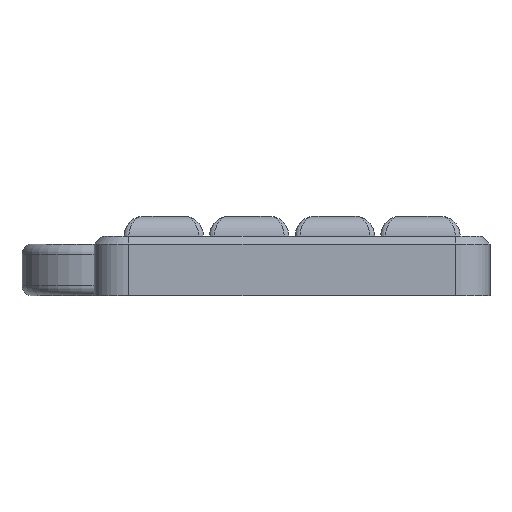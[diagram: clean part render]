
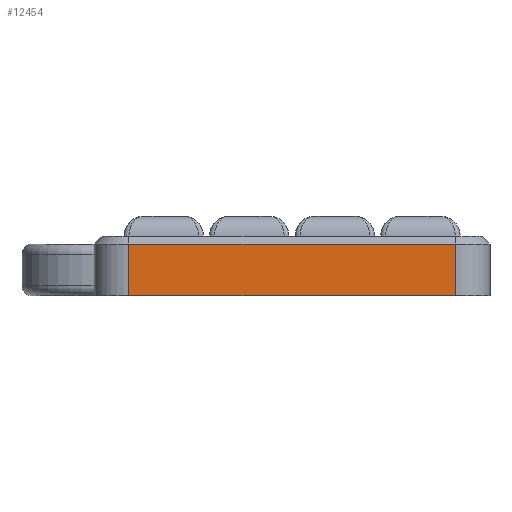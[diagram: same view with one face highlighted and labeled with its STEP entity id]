
A CAD part, left-side view. The second image highlights one B-rep face of the part: STEP entity #12454.
In plain terms, the highlighted planar face has unit normal (-1, 0, 0).
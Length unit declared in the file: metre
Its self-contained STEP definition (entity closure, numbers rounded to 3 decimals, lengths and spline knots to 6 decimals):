
#4740=ORIENTED_EDGE('',*,*,#6593,.F.);
#4741=ORIENTED_EDGE('',*,*,#6578,.F.);
#4742=ORIENTED_EDGE('',*,*,#6594,.T.);
#4743=ORIENTED_EDGE('',*,*,#6595,.T.);
#6578=EDGE_CURVE('',#7604,#7605,#8570,.T.);
#6593=EDGE_CURVE('',#7605,#7609,#8575,.T.);
#6594=EDGE_CURVE('',#7604,#7610,#8576,.T.);
#6595=EDGE_CURVE('',#7610,#7609,#8577,.F.);
#7604=VERTEX_POINT('',#24974);
#7605=VERTEX_POINT('',#24976);
#7609=VERTEX_POINT('',#25002);
#7610=VERTEX_POINT('',#25004);
#8570=LINE('',#24975,#9544);
#8575=LINE('',#25001,#9549);
#8576=LINE('',#25003,#9550);
#8577=LINE('',#25005,#9551);
#9544=VECTOR('',#18252,1.);
#9549=VECTOR('',#18291,1.);
#9550=VECTOR('',#18292,1.);
#9551=VECTOR('',#18293,1.);
#10429=EDGE_LOOP('',(#4740,#4741,#4742,#4743));
#11295=FACE_BOUND('',#10429,.T.);
#11614=PLANE('',#14449);
#12454=ADVANCED_FACE('',(#11295),#11614,.F.);
#14449=AXIS2_PLACEMENT_3D('',#25000,#18289,#18290);
#18252=DIRECTION('',(0.,1.,0.));
#18289=DIRECTION('',(1.,0.,0.));
#18290=DIRECTION('',(0.,1.,0.));
#18291=DIRECTION('',(0.,0.,1.));
#18292=DIRECTION('',(0.,0.,1.));
#18293=DIRECTION('',(0.,-1.,0.));
#24974=CARTESIAN_POINT('',(-0.023559,0.02218,-0.002));
#24975=CARTESIAN_POINT('',(-0.023559,0.03038,-0.002));
#24976=CARTESIAN_POINT('',(-0.023559,0.03858,-0.002));
#25000=CARTESIAN_POINT('',(-0.023559,0.03038,0.));
#25001=CARTESIAN_POINT('',(-0.023559,0.03858,0.));
#25002=CARTESIAN_POINT('',(-0.023559,0.03858,0.0006));
#25003=CARTESIAN_POINT('',(-0.023559,0.02218,0.));
#25004=CARTESIAN_POINT('',(-0.023559,0.02218,0.0006));
#25005=CARTESIAN_POINT('',(-0.023559,0.03038,0.0006));
